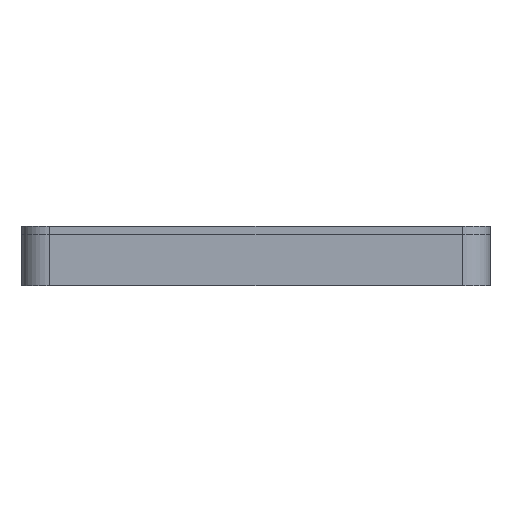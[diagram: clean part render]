
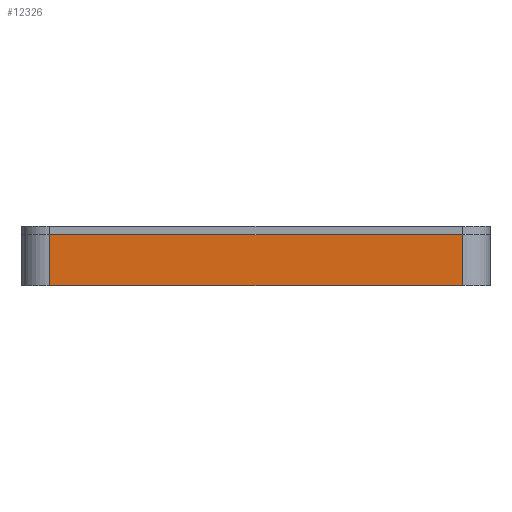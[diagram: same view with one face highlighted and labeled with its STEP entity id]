
A CAD part, front view. The second image highlights one B-rep face of the part: STEP entity #12326.
In plain terms, the highlighted planar face has unit normal (0, -1, 0).
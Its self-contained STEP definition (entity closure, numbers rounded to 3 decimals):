
#1267=PLANE('',#12988);
#1901=FACE_OUTER_BOUND('',#2741,.T.);
#2741=EDGE_LOOP('',(#11517,#11518,#11519,#11520));
#3019=LINE('',#16265,#4037);
#3031=LINE('',#16302,#4049);
#3763=LINE('',#23245,#4781);
#3768=LINE('',#23282,#4786);
#4037=VECTOR('',#14037,10.);
#4049=VECTOR('',#14069,10.);
#4781=VECTOR('',#15189,10.);
#4786=VECTOR('',#15242,10.);
#5360=VERTEX_POINT('',#16262);
#5361=VERTEX_POINT('',#16264);
#5376=VERTEX_POINT('',#16300);
#6213=VERTEX_POINT('',#23243);
#6705=EDGE_CURVE('',#5361,#5360,#3019,.T.);
#6724=EDGE_CURVE('',#5376,#5360,#3031,.T.);
#7981=EDGE_CURVE('',#6213,#5376,#3763,.T.);
#7994=EDGE_CURVE('',#5361,#6213,#3768,.T.);
#11517=ORIENTED_EDGE('',*,*,#6705,.T.);
#11518=ORIENTED_EDGE('',*,*,#6724,.F.);
#11519=ORIENTED_EDGE('',*,*,#7981,.F.);
#11520=ORIENTED_EDGE('',*,*,#7994,.F.);
#12326=ADVANCED_FACE('',(#1901),#1267,.T.);
#12988=AXIS2_PLACEMENT_3D('',#23284,#15244,#15245);
#14037=DIRECTION('',(-1.,0.,0.));
#14069=DIRECTION('',(0.,0.,1.));
#15189=DIRECTION('',(-1.,0.,0.));
#15242=DIRECTION('',(0.,0.,-1.));
#15244=DIRECTION('center_axis',(0.,-1.,0.));
#15245=DIRECTION('ref_axis',(1.,0.,0.));
#16262=CARTESIAN_POINT('',(-37.5,-51.,9.3));
#16264=CARTESIAN_POINT('',(37.5,-51.,9.3));
#16265=CARTESIAN_POINT('',(-30.815,-51.,9.3));
#16300=CARTESIAN_POINT('',(-37.5,-51.,0.));
#16302=CARTESIAN_POINT('',(-37.5,-51.,0.));
#23243=CARTESIAN_POINT('',(37.5,-51.,0.));
#23245=CARTESIAN_POINT('',(42.5,-51.,0.));
#23282=CARTESIAN_POINT('',(37.5,-51.,0.));
#23284=CARTESIAN_POINT('Origin',(-42.5,-51.,0.));
